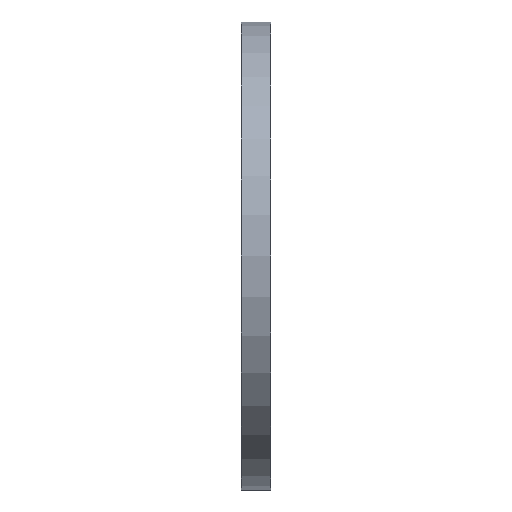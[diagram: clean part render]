
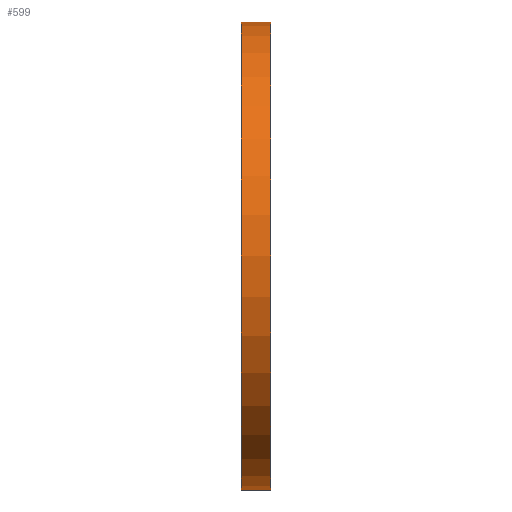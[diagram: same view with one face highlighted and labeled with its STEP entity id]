
A CAD part, left-side view. The second image highlights one B-rep face of the part: STEP entity #599.
In plain terms, the highlighted cylindrical face has radius 50.8 mm (diameter 101.6 mm), a partial arc.
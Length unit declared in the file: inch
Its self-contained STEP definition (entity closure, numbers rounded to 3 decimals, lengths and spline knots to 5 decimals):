
#13 = LINE ( 'NONE', #392, #316 ) ;
#40 = VERTEX_POINT ( 'NONE', #288 ) ;
#50 = ORIENTED_EDGE ( 'NONE', *, *, #817, .T. ) ;
#59 = VERTEX_POINT ( 'NONE', #474 ) ;
#61 = LINE ( 'NONE', #445, #321 ) ;
#122 = VERTEX_POINT ( 'NONE', #762 ) ;
#123 = DIRECTION ( 'NONE',  ( 0., 0., -1. ) ) ;
#135 = EDGE_CURVE ( 'NONE', #469, #40, #13, .T. ) ;
#196 = DIRECTION ( 'NONE',  ( 0., -1., 0. ) ) ;
#204 = ORIENTED_EDGE ( 'NONE', *, *, #135, .T. ) ;
#209 = DIRECTION ( 'NONE',  ( 0., 0., 1. ) ) ;
#214 = AXIS2_PLACEMENT_3D ( 'NONE', #452, #394, #123 ) ;
#250 = FACE_OUTER_BOUND ( 'NONE', #600, .T. ) ;
#288 = CARTESIAN_POINT ( 'NONE',  ( 0., 0., -2. ) ) ;
#316 = VECTOR ( 'NONE', #650, 39.37008 ) ;
#321 = VECTOR ( 'NONE', #196, 39.37008 ) ;
#354 = AXIS2_PLACEMENT_3D ( 'NONE', #658, #405, #209 ) ;
#392 = CARTESIAN_POINT ( 'NONE',  ( 0., 0.25, -2. ) ) ;
#394 = DIRECTION ( 'NONE',  ( 0., -1., 0. ) ) ;
#398 = DIRECTION ( 'NONE',  ( 0., 0., 1. ) ) ;
#399 = EDGE_CURVE ( 'NONE', #469, #122, #473, .T. ) ;
#405 = DIRECTION ( 'NONE',  ( 0., 1., 0. ) ) ;
#445 = CARTESIAN_POINT ( 'NONE',  ( 0., 0.25, 2. ) ) ;
#452 = CARTESIAN_POINT ( 'NONE',  ( 0., 0.25, 0. ) ) ;
#454 = ORIENTED_EDGE ( 'NONE', *, *, #590, .F. ) ;
#469 = VERTEX_POINT ( 'NONE', #661 ) ;
#473 = CIRCLE ( 'NONE', #354, 2. ) ;
#474 = CARTESIAN_POINT ( 'NONE',  ( 0., 0., 2. ) ) ;
#520 = CARTESIAN_POINT ( 'NONE',  ( 0., 0., 0. ) ) ;
#579 = CIRCLE ( 'NONE', #735, 2. ) ;
#590 = EDGE_CURVE ( 'NONE', #122, #59, #61, .T. ) ;
#599 = ADVANCED_FACE ( 'NONE', ( #250 ), #711, .T. ) ;
#600 = EDGE_LOOP ( 'NONE', ( #454, #769, #204, #50 ) ) ;
#650 = DIRECTION ( 'NONE',  ( 0., -1., 0. ) ) ;
#658 = CARTESIAN_POINT ( 'NONE',  ( 0., 0.25, 0. ) ) ;
#661 = CARTESIAN_POINT ( 'NONE',  ( 0., 0.25, -2. ) ) ;
#711 = CYLINDRICAL_SURFACE ( 'NONE', #214, 2. ) ;
#725 = DIRECTION ( 'NONE',  ( 0., 1., 0. ) ) ;
#735 = AXIS2_PLACEMENT_3D ( 'NONE', #520, #725, #398 ) ;
#762 = CARTESIAN_POINT ( 'NONE',  ( 0., 0.25, 2. ) ) ;
#769 = ORIENTED_EDGE ( 'NONE', *, *, #399, .F. ) ;
#817 = EDGE_CURVE ( 'NONE', #40, #59, #579, .T. ) ;
